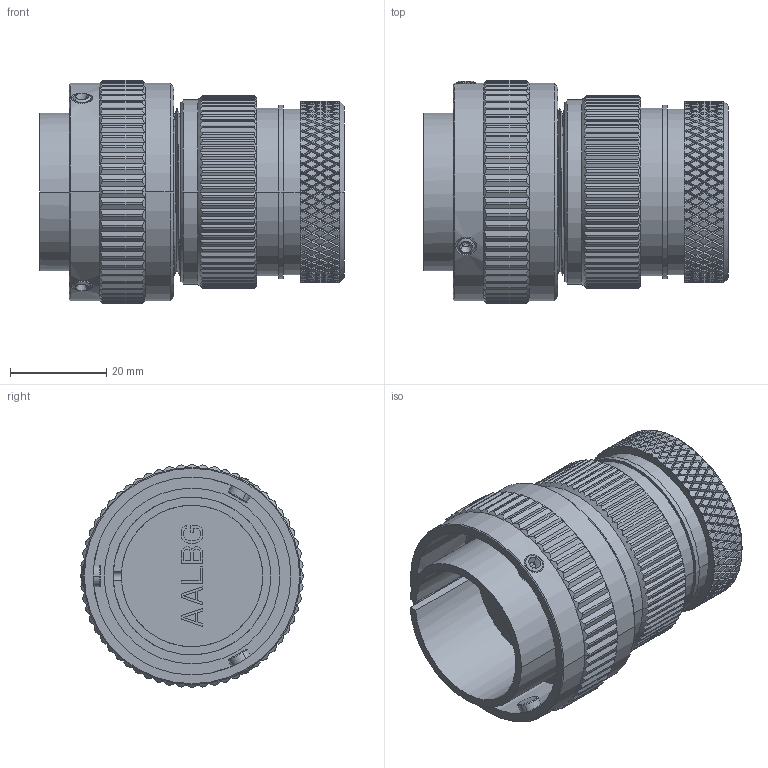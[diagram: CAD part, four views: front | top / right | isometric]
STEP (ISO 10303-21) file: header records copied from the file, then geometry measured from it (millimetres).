
FILE_DESCRIPTION((''),'2;1');
FILE_NAME('VG95234G-24_SW0001','2023-03-23T13:59:40',('paultorloting'),('NET AG system integration'),'CREO PARAMETRIC BY PTC INC, 2021404','CREO PARAMETRIC BY PTC INC, 2021404','');
FILE_SCHEMA(('AUTOMOTIVE_DESIGN { 1 0 10303 214 1 1 1 1 }'));
Products named in the file (1): VG95234G-24_SW0001
Bounding box: 63.5 x 46.46 x 46.46 mm (x, y, z)
Volume: 55988 mm3; surface area: 20295.8 mm2
Topology: 1 solids, 1 shells, 2881 faces, 6848 edges, 4001 vertices
Faces by surface type: plane 2208, cylinder 609, cone 54, torus 6, bspline 4
Entity records: 102660 total; most frequent: CARTESIAN_POINT 23257, ORIENTED_EDGE 13684, DIRECTION 10775, EDGE_CURVE 6842, VERTEX_POINT 4001, VECTOR 3702, LINE 3702, AXIS2_PLACEMENT_3D 3535
